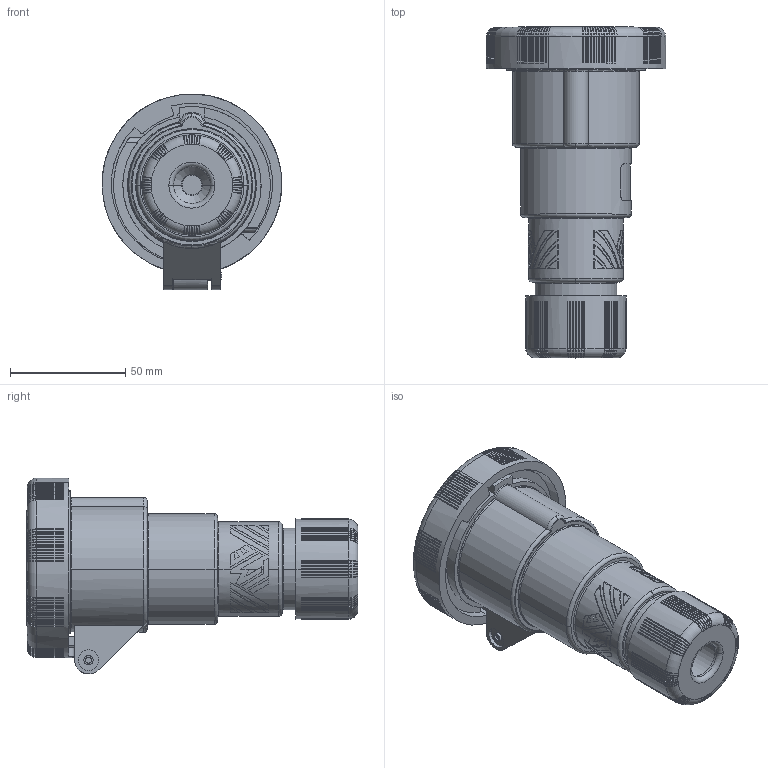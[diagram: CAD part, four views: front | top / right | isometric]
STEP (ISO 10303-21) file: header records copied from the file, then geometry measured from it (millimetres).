
FILE_DESCRIPTION(('CoCreate Modeling STEP Export'),'2;1');
FILE_NAME('PEW_1664_PV.stp','2010-04-26T 9:55:18',(''),(''),'CoCreate Modeling STEP processor for AP214 (Solid Model)','CoCreate Modeling 16.00A 16-Aug-2008 (C) Parametric Technology GmbH','');
FILE_SCHEMA(('AUTOMOTIVE_DESIGN { 1 0 10303 214 1 1 1 1 }'));
Length unit declared in the file: millimetre
Products named in the file (3): CUSTODIA1664PV; copttoghie1664; PEW_1664_PV
Assembly tree (2 placements, depth 2):
  PEW_1664_PV
    copttoghie1664
    CUSTODIA1664PV
Bounding box: 77.89 x 144.03 x 84.97 mm (x, y, z)
Volume: 223710.4 mm3; surface area: 83439.1 mm2
Topology: 2 solids, 5 shells, 2018 faces, 5262 edges, 2970 vertices
Faces by surface type: plane 763, torus 618, cylinder 493, revolution 112, cone 30, sphere 2
Entity records: 101638 total; most frequent: CARTESIAN_POINT 43564, ORIENTED_EDGE 9868, DIRECTION 7584, EDGE_CURVE 4934, VERTEX_POINT 2970, AXIS2_PLACEMENT_3D 2906, EDGE_LOOP 2080, FACE_OUTER_BOUND 2018
